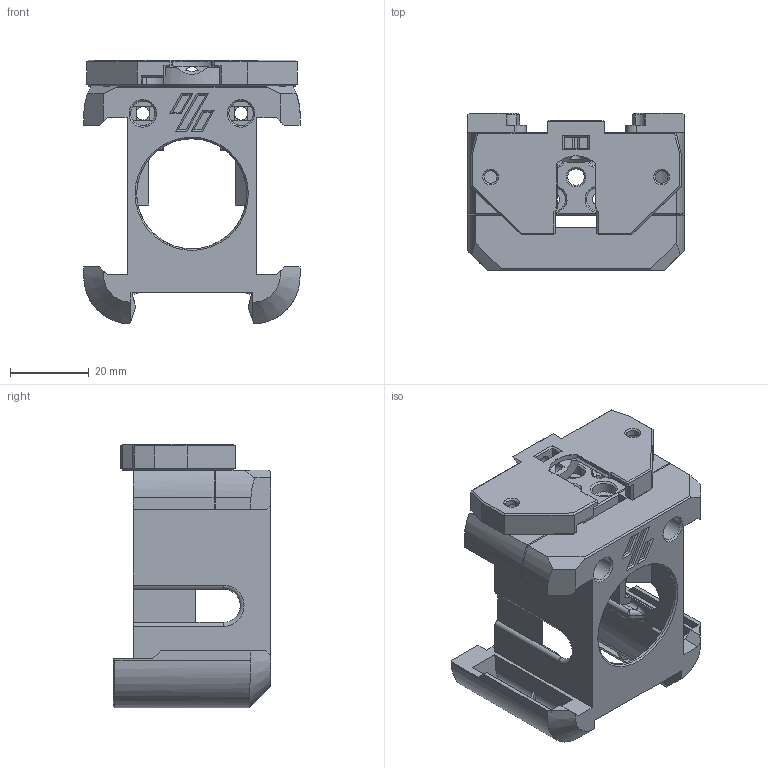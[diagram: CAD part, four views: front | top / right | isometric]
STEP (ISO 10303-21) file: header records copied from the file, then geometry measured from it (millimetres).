
FILE_DESCRIPTION(/* description */ ('STEP AP242','CAx-IF Rec.Pracs.---Representation and Presentation of Product Manufacturing Information (PMI)---4.0---2014-10-13','CAx-IF Rec.Pracs.---3D Tessellated Geometry---0.4---2014-09-14','2;1'),/* implementation_level */ '2;1');
FILE_NAME(/* name */ '68a4455db527b347008436b5',/* time_stamp */ '2025-08-19T09:35:26Z',/* author */ (''),/* organization */ (''),/* preprocessor_version */ 'ST-DEVELOPER v20',/* originating_system */ 'ONSHAPE BY PTC INC, 1.202',/* authorisation */ ' ');
FILE_SCHEMA (('AP242_MANAGED_MODEL_BASED_3D_ENGINEERING_MIM_LF { 1 0 10303 442 1 1 4 }'));
Length unit declared in the file: metre
Products named in the file (5): Dragon_Burner_v0.2_v8 v409; Standard; Crossbow cutter holder - WW-BMG (Sherpa-Mini spacing); Hotend_Mounts <1>; Dragon_Ace_HF_Mount
Assembly tree (4 placements, depth 3):
  Dragon_Burner_v0.2_v8 v409
    Standard
    Crossbow cutter holder - WW-BMG (Sherpa-Mini spacing)
    Hotend_Mounts <1>
      Dragon_Ace_HF_Mount
Bounding box: 55.04 x 40 x 67.11 mm (x, y, z)
Volume: 30181.9 mm3; surface area: 26498.7 mm2
Topology: 3 solids, 4 shells, 579 faces, 1530 edges, 963 vertices
Faces by surface type: plane 408, cylinder 108, cone 49, torus 6, bspline 4, sphere 4
Full cylindrical faces by diameter (mm): 2.9 x2, 3 x4, 3.2 x2, 3.4 x6, 3.417 x2, 3.6 x1, 4.2 x1, 4.7 x4, 6 x4, 6.2 x2, 28.001 x1
Entity records: 17706 total; most frequent: CARTESIAN_POINT 3419, ORIENTED_EDGE 2912, DIRECTION 2889, EDGE_CURVE 1456, LINE 1083, VECTOR 1083, VERTEX_POINT 942, AXIS2_PLACEMENT_3D 903
